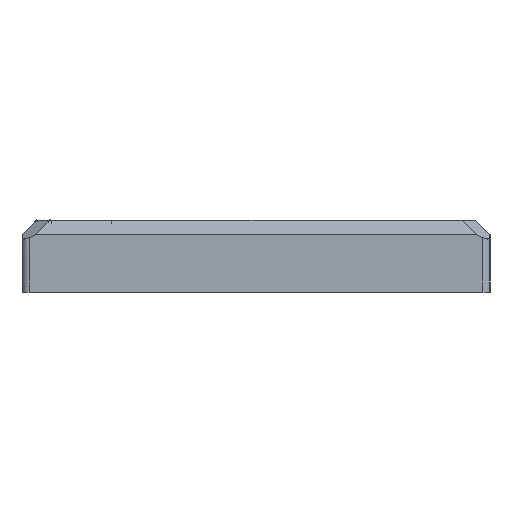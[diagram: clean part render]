
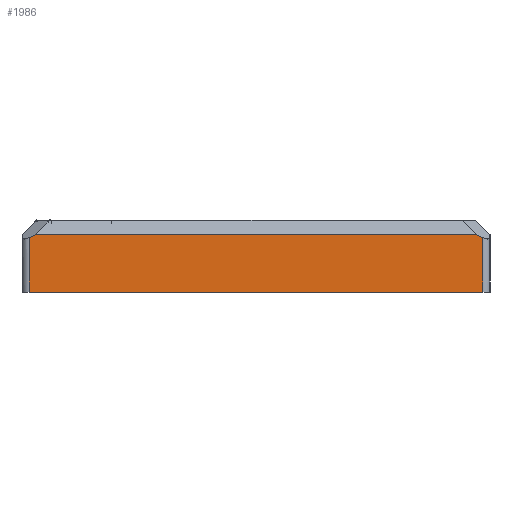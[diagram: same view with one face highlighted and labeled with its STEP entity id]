
A CAD part, left-side view. The second image highlights one B-rep face of the part: STEP entity #1986.
In plain terms, the highlighted planar face has unit normal (-1, 0, 0).
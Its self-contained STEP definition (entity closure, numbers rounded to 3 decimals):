
#66=PLANE('',#2164);
#153=FACE_OUTER_BOUND('',#273,.T.);
#273=EDGE_LOOP('',(#1457,#1458,#1459,#1460,#1461,#1462));
#444=LINE('',#3196,#619);
#445=LINE('',#3199,#620);
#446=LINE('',#3201,#621);
#447=LINE('',#3203,#622);
#448=LINE('',#3205,#623);
#449=LINE('',#3206,#624);
#619=VECTOR('',#2547,10.);
#620=VECTOR('',#2550,10.);
#621=VECTOR('',#2551,10.);
#622=VECTOR('',#2552,10.);
#623=VECTOR('',#2553,10.);
#624=VECTOR('',#2554,10.);
#912=VERTEX_POINT('',#3189);
#915=VERTEX_POINT('',#3194);
#916=VERTEX_POINT('',#3198);
#917=VERTEX_POINT('',#3200);
#918=VERTEX_POINT('',#3202);
#919=VERTEX_POINT('',#3204);
#1134=EDGE_CURVE('',#915,#912,#444,.T.);
#1135=EDGE_CURVE('',#916,#915,#445,.T.);
#1136=EDGE_CURVE('',#917,#916,#446,.T.);
#1137=EDGE_CURVE('',#918,#917,#447,.T.);
#1138=EDGE_CURVE('',#919,#918,#448,.T.);
#1139=EDGE_CURVE('',#912,#919,#449,.T.);
#1457=ORIENTED_EDGE('',*,*,#1134,.F.);
#1458=ORIENTED_EDGE('',*,*,#1135,.F.);
#1459=ORIENTED_EDGE('',*,*,#1136,.F.);
#1460=ORIENTED_EDGE('',*,*,#1137,.F.);
#1461=ORIENTED_EDGE('',*,*,#1138,.F.);
#1462=ORIENTED_EDGE('',*,*,#1139,.F.);
#1986=ADVANCED_FACE('',(#153),#66,.T.);
#2164=AXIS2_PLACEMENT_3D('',#3197,#2548,#2549);
#2547=DIRECTION('',(0.,0.,1.));
#2548=DIRECTION('center_axis',(-1.,0.,0.));
#2549=DIRECTION('ref_axis',(0.,-1.,0.));
#2550=DIRECTION('',(0.,1.,0.));
#2551=DIRECTION('',(0.,0.,-1.));
#2552=DIRECTION('',(0.,-0.894,-0.447));
#2553=DIRECTION('',(0.,-1.,0.));
#2554=DIRECTION('',(0.,-0.894,0.447));
#3189=CARTESIAN_POINT('',(0.,124.,28.163));
#3194=CARTESIAN_POINT('',(0.,124.,13.));
#3196=CARTESIAN_POINT('',(0.,124.,13.));
#3197=CARTESIAN_POINT('Origin',(0.,126.,13.));
#3198=CARTESIAN_POINT('',(0.,-2.,13.));
#3199=CARTESIAN_POINT('',(0.,-4.,13.));
#3200=CARTESIAN_POINT('',(0.,-2.,28.163));
#3201=CARTESIAN_POINT('',(0.,-2.,13.));
#3202=CARTESIAN_POINT('',(0.,-0.326,29.));
#3203=CARTESIAN_POINT('',(0.,63.66,60.993));
#3204=CARTESIAN_POINT('',(0.,122.326,29.));
#3205=CARTESIAN_POINT('',(0.,93.5,29.));
#3206=CARTESIAN_POINT('',(0.,101.69,39.318));
